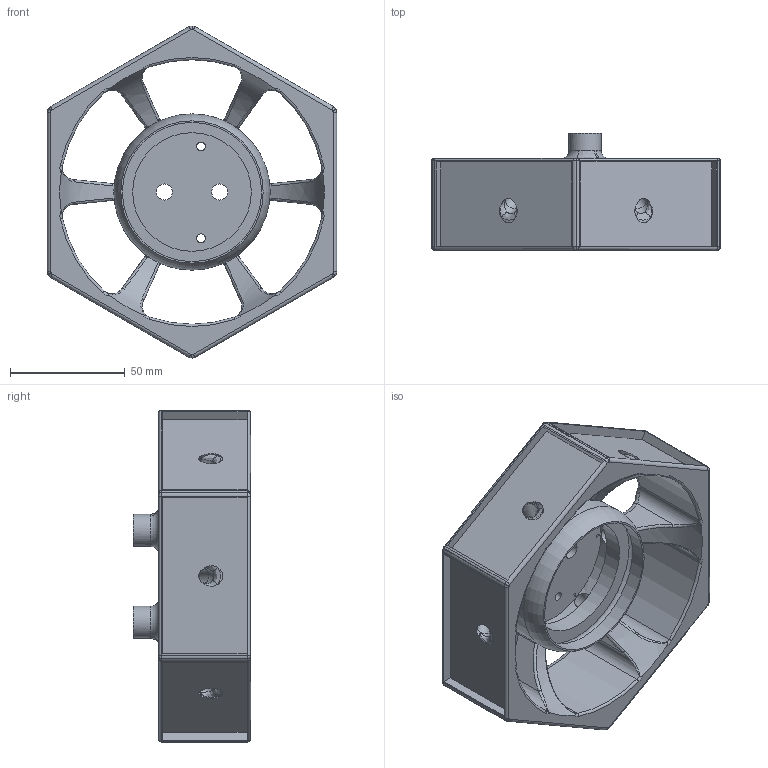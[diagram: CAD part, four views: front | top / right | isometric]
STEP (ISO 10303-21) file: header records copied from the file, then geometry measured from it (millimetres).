
FILE_DESCRIPTION(/* description */ (''),/* implementation_level */ '2;1');
FILE_NAME(/* name */ 'solar cap 2_.step',/* time_stamp */ '2024-04-02T20:38:12-04:00',/* author */ (''),/* organization */ (''),/* preprocessor_version */ 'ST-DEVELOPER v20',/* originating_system */ 'Autodesk Translation Framework v12.20.1.177',/* authorisation */ '');
FILE_SCHEMA (('AUTOMOTIVE_DESIGN { 1 0 10303 214 3 1 1 }'));
Length unit declared in the file: millimetre
Products named in the file (1): solar cap 2
Bounding box: 125.98 x 51 x 144.6 mm (x, y, z)
Volume: 136943 mm3; surface area: 72914.5 mm2
Topology: 1 solids, 1 shells, 458 faces, 1188 edges, 747 vertices
Faces by surface type: bspline 174, cylinder 112, torus 96, plane 76
Full cylindrical faces by diameter (mm): 3.817 x2, 7 x2, 7.04 x2, 9.5 x2, 14 x2, 51.65 x1, 60.6 x2, 68 x1
Entity records: 19739 total; most frequent: CARTESIAN_POINT 9641, ORIENTED_EDGE 2376, DIRECTION 1695, EDGE_CURVE 1188, VERTEX_POINT 747, AXIS2_PLACEMENT_3D 725, EDGE_LOOP 505, B_SPLINE_CURVE_WITH_KNOTS 503
